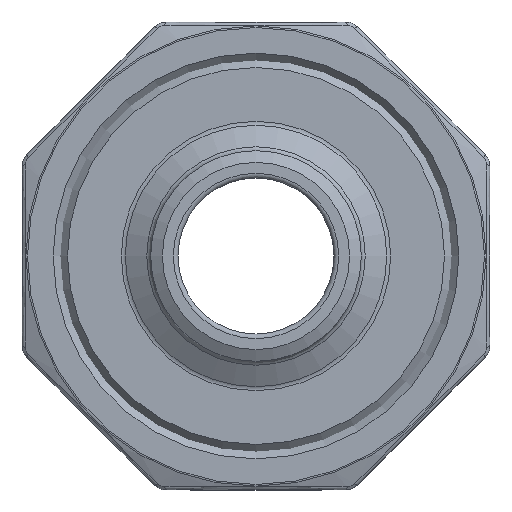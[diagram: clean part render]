
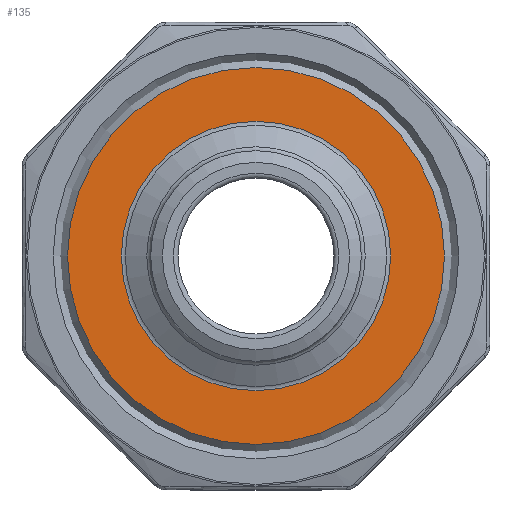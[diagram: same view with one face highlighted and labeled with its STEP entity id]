
A CAD part, left-side view. The second image highlights one B-rep face of the part: STEP entity #135.
In plain terms, the highlighted planar face has unit normal (-1, 0, 0).
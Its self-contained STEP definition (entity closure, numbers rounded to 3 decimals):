
#135 = ADVANCED_FACE ( 'NONE', ( #16326, #8339 ), #14966, .T. ) ;
#2221 = VERTEX_POINT ( 'NONE', #3360 ) ;
#2781 = CIRCLE ( 'NONE', #7986, 8.634 ) ;
#3359 = CIRCLE ( 'NONE', #12872, 12.08 ) ;
#3360 = CARTESIAN_POINT ( 'NONE',  ( -8., 12.08, 0. ) ) ;
#3776 = DIRECTION ( 'NONE',  ( 0., 1., 0. ) ) ;
#4090 = EDGE_LOOP ( 'NONE', ( #12573 ) ) ;
#5269 = DIRECTION ( 'NONE',  ( 0., -1., 0. ) ) ;
#5852 = DIRECTION ( 'NONE',  ( 1., 0., 0. ) ) ;
#7116 = EDGE_CURVE ( 'NONE', #2221, #2221, #3359, .T. ) ;
#7431 = EDGE_LOOP ( 'NONE', ( #10888 ) ) ;
#7986 = AXIS2_PLACEMENT_3D ( 'NONE', #16779, #15515, #5269 ) ;
#8196 = EDGE_CURVE ( 'NONE', #13812, #13812, #2781, .T. ) ;
#8339 = FACE_OUTER_BOUND ( 'NONE', #4090, .T. ) ;
#8506 = CARTESIAN_POINT ( 'NONE',  ( -8., -8.634, 0. ) ) ;
#9786 = CARTESIAN_POINT ( 'NONE',  ( -8., 0., 0. ) ) ;
#10888 = ORIENTED_EDGE ( 'NONE', *, *, #8196, .T. ) ;
#11633 = CARTESIAN_POINT ( 'NONE',  ( -8., 12.08, 0. ) ) ;
#12573 = ORIENTED_EDGE ( 'NONE', *, *, #7116, .F. ) ;
#12872 = AXIS2_PLACEMENT_3D ( 'NONE', #9786, #5852, #3776 ) ;
#13059 = AXIS2_PLACEMENT_3D ( 'NONE', #11633, #15299, #16572 ) ;
#13812 = VERTEX_POINT ( 'NONE', #8506 ) ;
#14966 = PLANE ( 'NONE',  #13059 ) ;
#15299 = DIRECTION ( 'NONE',  ( -1., 0., 0. ) ) ;
#15515 = DIRECTION ( 'NONE',  ( 1., 0., 0. ) ) ;
#16326 = FACE_BOUND ( 'NONE', #7431, .T. ) ;
#16572 = DIRECTION ( 'NONE',  ( 0., -1., 0. ) ) ;
#16779 = CARTESIAN_POINT ( 'NONE',  ( -8., 0., 0. ) ) ;
